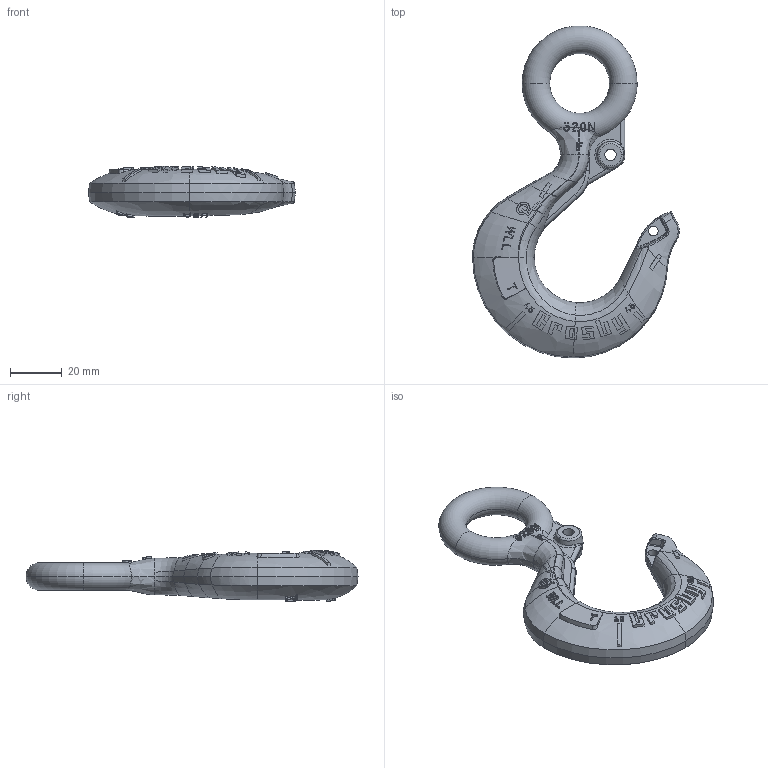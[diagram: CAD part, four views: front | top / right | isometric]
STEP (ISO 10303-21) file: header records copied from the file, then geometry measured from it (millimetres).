
FILE_DESCRIPTION((''),'2;1');
FILE_NAME('CROSBY_320N_F_SW0001','2005-01-06T',('ADoughty'),('The Crosby Group, Inc.'),'PRO/ENGINEER BY PARAMETRIC TECHNOLOGY CORPORATION, 2004090','PRO/ENGINEER BY PARAMETRIC TECHNOLOGY CORPORATION, 2004090','');
FILE_SCHEMA(('CONFIG_CONTROL_DESIGN'));
Length unit declared in the file: inch
Products named in the file (1): CROSBY_320N_F_SW0001
Bounding box: 79.99 x 128.28 x 19.81 mm (x, y, z)
Volume: 49071 mm3; surface area: 13809.3 mm2
Topology: 1 solids, 1 shells, 477 faces, 1240 edges, 784 vertices
Faces by surface type: plane 178, bspline 168, extrusion 52, cylinder 42, torus 21, cone 16
Entity records: 23939 total; most frequent: CARTESIAN_POINT 14415, ORIENTED_EDGE 2480, EDGE_CURVE 1240, DIRECTION 1055, B_SPLINE_CURVE_WITH_KNOTS 900, VERTEX_POINT 784, EDGE_LOOP 502, FACE_OUTER_BOUND 477
